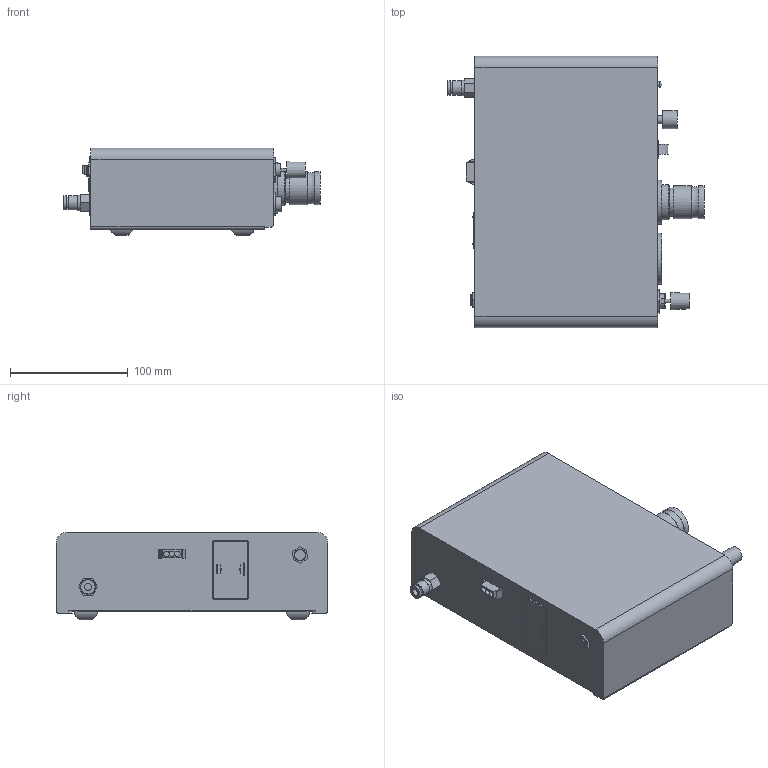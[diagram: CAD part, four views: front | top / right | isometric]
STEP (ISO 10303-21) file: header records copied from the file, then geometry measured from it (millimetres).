
FILE_DESCRIPTION(/* description */ (''),/* implementation_level */ '2;1');
FILE_NAME(/* name */ 'S00496_R3_DC200_kpl_Shrinkwrap_1.stp',/* time_stamp */ '2021-02-01T14:44:39+01:00',/* author */ ('glueck'),/* organization */ (''),/* preprocessor_version */ 'ST-DEVELOPER v18.1',/* originating_system */ 'Autodesk Inventor 2021',/* authorisation */ '');
FILE_SCHEMA (('AUTOMOTIVE_DESIGN { 1 0 10303 214 3 1 1 }'));
Length unit declared in the file: millimetre
Products named in the file (1): S00496_R3_DC200_kpl_Shrinkwrap_1
Bounding box: 217.5 x 230.4 x 74.5 mm (x, y, z)
Volume: 2441994.5 mm3; surface area: 135992.9 mm2
Topology: 1 solids, 9 shells, 203 faces, 457 edges, 295 vertices
Faces by surface type: plane 122, cylinder 66, cone 7, torus 5, bspline 3
Full cylindrical faces by diameter (mm): 3 x1, 5 x1, 6 x1, 7 x1, 8.566 x1, 9.728 x4, 10 x2, 12 x2, 13 x2, 15 x1, 20.2 x1, 24 x1, 28 x2, 28.16 x1, 30 x1, 37.6 x1, 43 x1
Entity records: 6890 total; most frequent: CARTESIAN_POINT 1876, DIRECTION 994, ORIENTED_EDGE 898, EDGE_CURVE 457, AXIS2_PLACEMENT_3D 340, LINE 314, VECTOR 314, VERTEX_POINT 295
